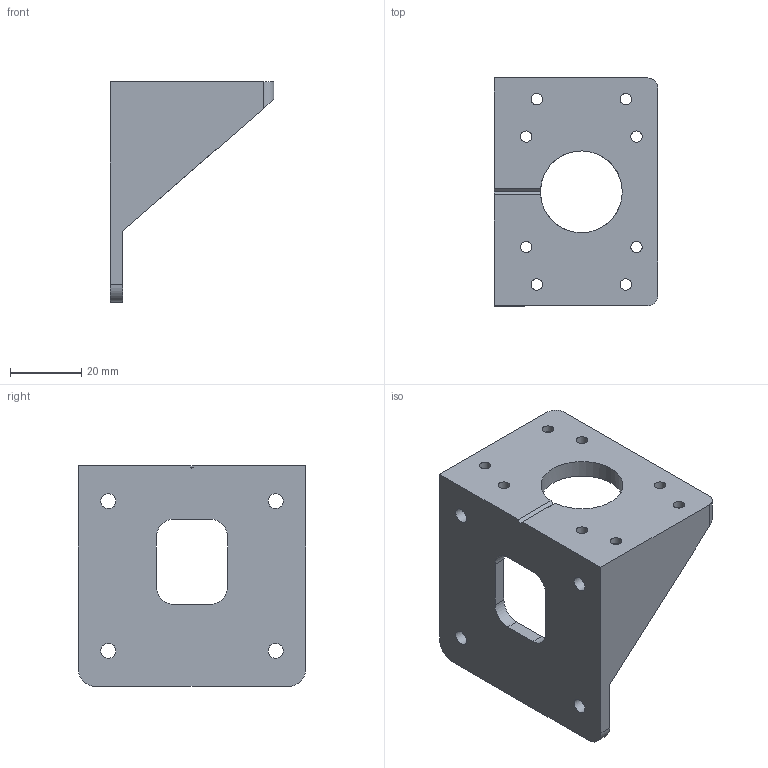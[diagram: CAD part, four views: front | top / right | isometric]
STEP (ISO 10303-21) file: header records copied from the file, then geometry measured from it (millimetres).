
FILE_DESCRIPTION(('FreeCAD Model'),'2;1');
FILE_NAME('y-motor-holder-x1.step', '2021-04-30T12:00:00',('Author'),(''), 'Open CASCADE STEP processor 7.3','FreeCAD','Unknown');
FILE_SCHEMA(('AUTOMOTIVE_DESIGN { 1 0 10303 214 1 1 1 1 }'));
Length unit declared in the file: millimetre
Products named in the file (1): motor-guide-holder
Bounding box: 46 x 64 x 62 mm (x, y, z)
Volume: 28503 mm3; surface area: 16971.9 mm2
Topology: 1 solids, 1 shells, 71 faces, 200 edges, 130 vertices
Faces by surface type: plane 50, cylinder 21
Full cylindrical faces by diameter (mm): 3.2 x8, 4.2 x4, 23 x1
Entity records: 5018 total; most frequent: CARTESIAN_POINT 958, DIRECTION 751, LINE 490, VECTOR 490, ORIENTED_EDGE 400, PCURVE 400, DEFINITIONAL_REPRESENTATION 400, EDGE_CURVE 200
